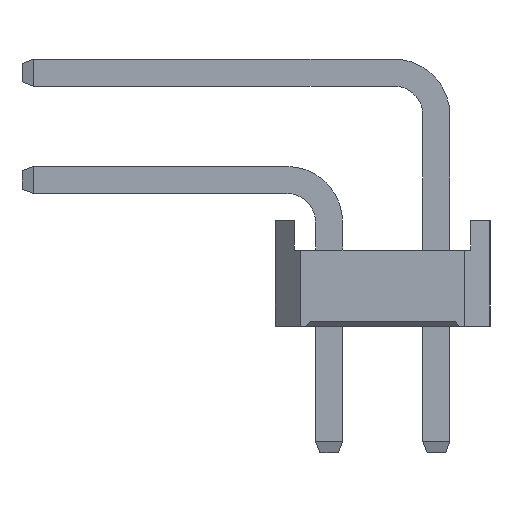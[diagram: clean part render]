
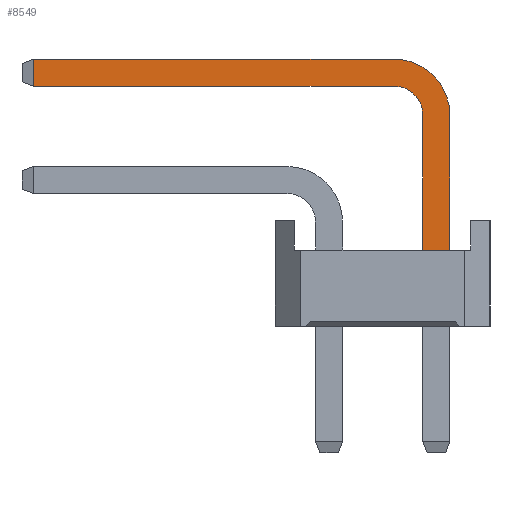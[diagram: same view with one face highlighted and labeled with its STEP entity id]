
A CAD part, left-side view. The second image highlights one B-rep face of the part: STEP entity #8549.
In plain terms, the highlighted planar face has unit normal (-1, 0, 0).
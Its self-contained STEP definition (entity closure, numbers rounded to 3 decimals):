
#8549=ADVANCED_FACE('',(#27821),#27823,.T.);
#27821=FACE_BOUND('',#27822,.T.);
#27822=EDGE_LOOP('',(#43029,#43030,#43031,#43032,#43033,#43034,#43035,#43036));
#27823=PLANE('',#27824);
#27824=AXIS2_PLACEMENT_3D('',#27825,#27826,#27827);
#27825=CARTESIAN_POINT('',(-0.32,-2.22,-3.));
#27826=DIRECTION('',(-1.,0.,0.));
#27827=DIRECTION('',(0.,-1.,0.));
#43029=ORIENTED_EDGE('',*,*,#52330,.F.);
#43030=ORIENTED_EDGE('',*,*,#52331,.F.);
#43031=ORIENTED_EDGE('',*,*,#52332,.F.);
#43032=ORIENTED_EDGE('',*,*,#52333,.F.);
#43033=ORIENTED_EDGE('',*,*,#49895,.T.);
#43034=ORIENTED_EDGE('',*,*,#52329,.T.);
#43035=ORIENTED_EDGE('',*,*,#52334,.T.);
#43036=ORIENTED_EDGE('',*,*,#52335,.T.);
#49895=EDGE_CURVE('',#56710,#56708,#56711,.T.);
#52329=EDGE_CURVE('',#56708,#60554,#60556,.T.);
#52330=EDGE_CURVE('',#60557,#60558,#60559,.T.);
#52331=EDGE_CURVE('',#60560,#60557,#60561,.T.);
#52332=EDGE_CURVE('',#60562,#60560,#60563,.T.);
#52333=EDGE_CURVE('',#56710,#60562,#60564,.T.);
#52334=EDGE_CURVE('',#60554,#60565,#60566,.T.);
#52335=EDGE_CURVE('',#60565,#60558,#60567,.T.);
#56708=VERTEX_POINT('',#68222);
#56710=VERTEX_POINT('',#68226);
#56711=LINE('',#68227,#68228);
#60554=VERTEX_POINT('',#77094);
#60556=LINE('',#77098,#77099);
#60557=VERTEX_POINT('',#77101);
#60558=VERTEX_POINT('',#77102);
#60559=LINE('',#77103,#77104);
#60560=VERTEX_POINT('',#77106);
#60561=LINE('',#77107,#77108);
#60562=VERTEX_POINT('',#77110);
#60563=CIRCLE('',#77111,0.68);
#60564=LINE('',#77115,#77116);
#60565=VERTEX_POINT('',#77118);
#60566=CIRCLE('',#77119,1.32);
#60567=LINE('',#77123,#77124);
#68222=CARTESIAN_POINT('',(-0.32,-2.86,1.8));
#68226=CARTESIAN_POINT('',(-0.32,-2.22,1.8));
#68227=CARTESIAN_POINT('',(-0.32,-2.22,1.8));
#68228=VECTOR('',#68229,1.);
#68229=DIRECTION('',(0.,-1.,0.));
#77094=CARTESIAN_POINT('',(-0.32,-2.86,5.));
#77098=CARTESIAN_POINT('',(-0.32,-2.86,1.8));
#77099=VECTOR('',#77100,1.);
#77100=DIRECTION('',(0.,0.,1.));
#77101=CARTESIAN_POINT('',(-0.32,6.995,5.68));
#77102=CARTESIAN_POINT('',(-0.32,6.995,6.32));
#77103=CARTESIAN_POINT('',(-0.32,6.995,5.68));
#77104=VECTOR('',#77105,1.);
#77105=DIRECTION('',(0.,0.,1.));
#77106=CARTESIAN_POINT('',(-0.32,-1.54,5.68));
#77107=CARTESIAN_POINT('',(-0.32,-1.54,5.68));
#77108=VECTOR('',#77109,1.);
#77109=DIRECTION('',(0.,1.,0.));
#77110=CARTESIAN_POINT('',(-0.32,-2.22,5.));
#77111=AXIS2_PLACEMENT_3D('',#77112,#77113,#77114);
#77112=CARTESIAN_POINT('',(-0.32,-1.54,5.));
#77113=DIRECTION('',(-1.,-0.,0.));
#77114=DIRECTION('',(0.,-1.,0.));
#77115=CARTESIAN_POINT('',(-0.32,-2.22,1.8));
#77116=VECTOR('',#77117,1.);
#77117=DIRECTION('',(0.,0.,1.));
#77118=CARTESIAN_POINT('',(-0.32,-1.54,6.32));
#77119=AXIS2_PLACEMENT_3D('',#77120,#77121,#77122);
#77120=CARTESIAN_POINT('',(-0.32,-1.54,5.));
#77121=DIRECTION('',(-1.,-0.,0.));
#77122=DIRECTION('',(0.,-1.,0.));
#77123=CARTESIAN_POINT('',(-0.32,-1.54,6.32));
#77124=VECTOR('',#77125,1.);
#77125=DIRECTION('',(0.,1.,0.));
